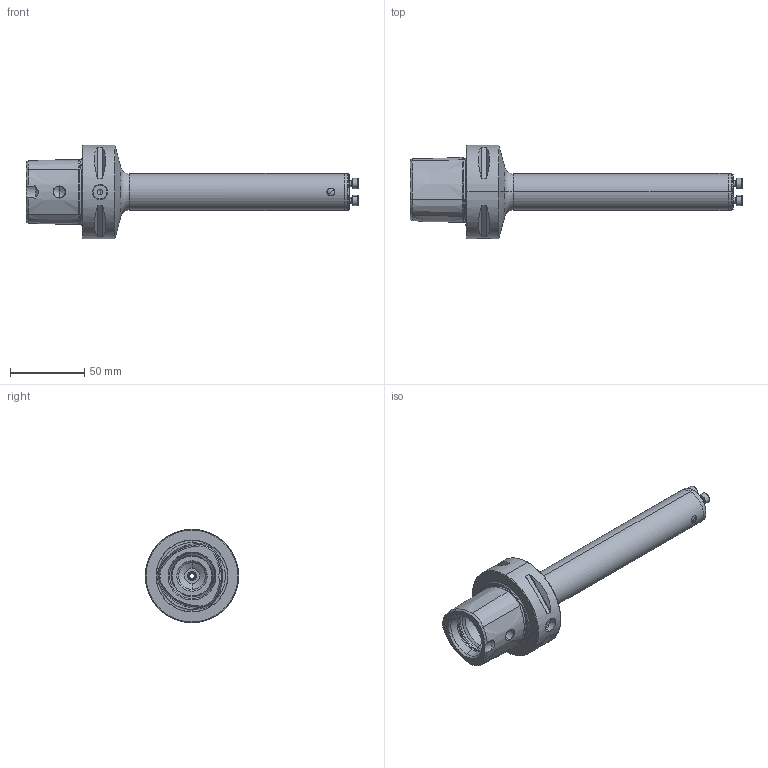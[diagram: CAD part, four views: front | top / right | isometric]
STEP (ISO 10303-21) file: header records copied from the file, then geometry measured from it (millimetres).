
FILE_DESCRIPTION (( 'STEP AP214' ), '1' );
FILE_NAME ('PS6.WK3.WD2.215.STEP', '2021-08-23T06:24:12', ( '' ), ( '' ), 'SwSTEP 2.0', 'SolidWorks 2017', '' );
FILE_SCHEMA (( 'AUTOMOTIVE_DESIGN' ));
Length unit declared in the file: millimetre
Products named in the file (12): WD2-ER1.021.019_A; DIN 3771 - 10x4; ISO 4762 - M4 x 12; DIN 3771 - 17x2; WD2-BG1.021.085; DIN 3771 - 6x1; DIN 6325_ø5x10-m6_2x6; WD2-ER1.008.067_A; PS6-WD2.085.177_A_mit Stiftbohrung; PS6.WK3.WD2.215; WD2-WK3.025.003_A; WD2-ER1.020.072_A
Assembly tree (17 placements, depth 3):
  PS6.WK3.WD2.215
    PS6-WD2.085.177_A_mit Stiftbohrung
    DIN 3771 - 6x1
    WD2-BG1.021.085
      WD2-ER1.008.067_A
      WD2-ER1.021.019_A  x2
      DIN 3771 - 10x4  x2
      DIN 3771 - 17x2  x2
      WD2-ER1.020.072_A
    WD2-WK3.025.003_A
    ISO 4762 - M4 x 12  x3
    DIN 6325_ø5x10-m6_2x6  x2
Bounding box: 224.3 x 63 x 63 mm (x, y, z)
Volume: 168479.9 mm3; surface area: 60109.8 mm2
Topology: 16 solids, 16 shells, 685 faces, 1637 edges, 985 vertices
Faces by surface type: plane 237, cone 171, cylinder 169, torus 100, sphere 8
Entity records: 19116 total; most frequent: CARTESIAN_POINT 5411, ORIENTED_EDGE 2734, DIRECTION 2714, EDGE_CURVE 1367, AXIS2_PLACEMENT_3D 1122, VERTEX_POINT 839, EDGE_LOOP 606, FACE_OUTER_BOUND 564
